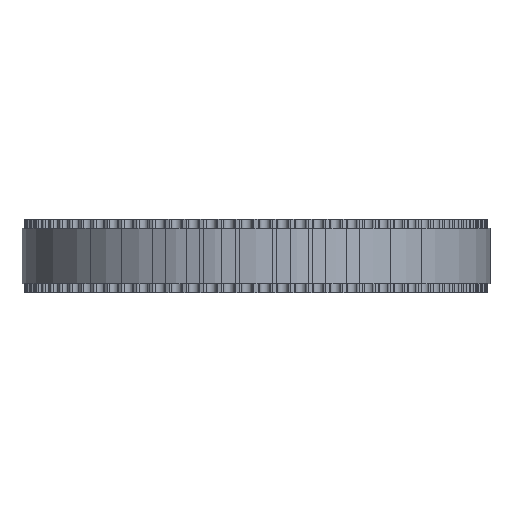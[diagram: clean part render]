
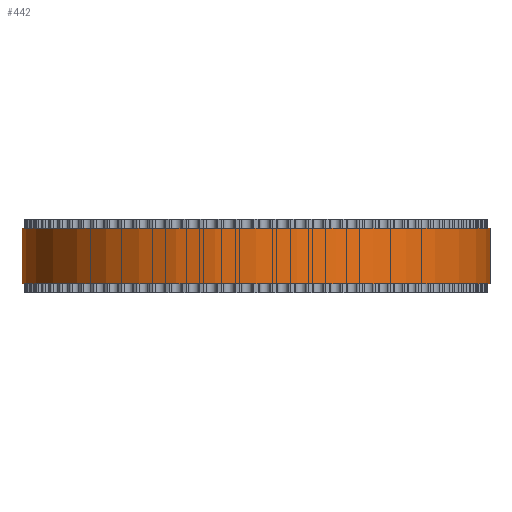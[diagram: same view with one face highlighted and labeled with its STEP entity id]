
A CAD part, front view. The second image highlights one B-rep face of the part: STEP entity #442.
In plain terms, the highlighted cylindrical face has radius 25.465 mm (diameter 50.93 mm), a full revolution.
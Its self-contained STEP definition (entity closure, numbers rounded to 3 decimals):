
#97=FACE_BOUND('',#1408,.T.);
#98=FACE_BOUND('',#1409,.T.);
#442=ADVANCED_FACE('',(#97,#98),#763,.T.);
#763=CYLINDRICAL_SURFACE('',#7183,25.465);
#1408=EDGE_LOOP('',(#3970));
#1409=EDGE_LOOP('',(#3971));
#3970=ORIENTED_EDGE('',*,*,#5574,.T.);
#3971=ORIENTED_EDGE('',*,*,#5575,.T.);
#4612=VERTEX_POINT('',#11360);
#4613=VERTEX_POINT('',#11362);
#5574=EDGE_CURVE('',#4612,#4612,#6216,.T.);
#5575=EDGE_CURVE('',#4613,#4613,#6217,.T.);
#6216=CIRCLE('',#7181,25.465);
#6217=CIRCLE('',#7182,25.465);
#7181=AXIS2_PLACEMENT_3D('',#11359,#9430,#9431);
#7182=AXIS2_PLACEMENT_3D('',#11361,#9432,#9433);
#7183=AXIS2_PLACEMENT_3D('',#11363,#9434,#9435);
#9430=DIRECTION('',(0.,0.,1.));
#9431=DIRECTION('',(1.,0.,0.));
#9432=DIRECTION('',(0.,0.,-1.));
#9433=DIRECTION('',(1.,0.,0.));
#9434=DIRECTION('',(0.,0.,1.));
#9435=DIRECTION('',(1.,0.,0.));
#11359=CARTESIAN_POINT('',(0.,0.,1.));
#11360=CARTESIAN_POINT('',(25.465,0.,1.));
#11361=CARTESIAN_POINT('',(0.,0.,7.));
#11362=CARTESIAN_POINT('',(25.465,0.,7.));
#11363=CARTESIAN_POINT('',(0.,0.,1.));
